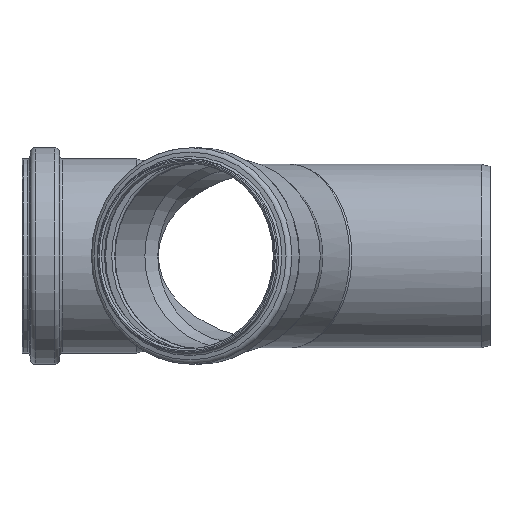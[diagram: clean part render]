
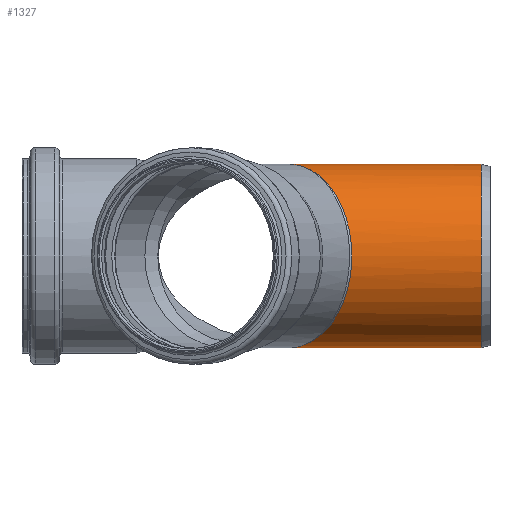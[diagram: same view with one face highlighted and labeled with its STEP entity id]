
A CAD part, left-side view. The second image highlights one B-rep face of the part: STEP entity #1327.
In plain terms, the highlighted cylindrical face has radius 37.55 mm (diameter 75.1 mm), a full revolution.
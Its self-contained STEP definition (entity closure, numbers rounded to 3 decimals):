
#102=FACE_BOUND('',#459,.T.);
#188=CIRCLE('',#1480,37.55);
#246=ELLIPSE('',#1418,45.536,37.55);
#251=ELLIPSE('',#1479,45.536,37.55);
#324=FACE_OUTER_BOUND('',#458,.T.);
#458=EDGE_LOOP('',(#1115,#1116));
#459=EDGE_LOOP('',(#1117));
#687=VERTEX_POINT('',#2637);
#688=VERTEX_POINT('',#2682);
#716=VERTEX_POINT('',#2833);
#836=EDGE_CURVE('',#687,#688,#246,.T.);
#868=EDGE_CURVE('',#688,#687,#251,.T.);
#869=EDGE_CURVE('',#716,#716,#188,.T.);
#1115=ORIENTED_EDGE('',*,*,#836,.F.);
#1116=ORIENTED_EDGE('',*,*,#868,.F.);
#1117=ORIENTED_EDGE('',*,*,#869,.T.);
#1260=CYLINDRICAL_SURFACE('',#1478,37.55);
#1327=ADVANCED_FACE('',(#324,#102),#1260,.T.);
#1418=AXIS2_PLACEMENT_3D('',#2736,#1672,#1673);
#1478=AXIS2_PLACEMENT_3D('',#2831,#1792,#1793);
#1479=AXIS2_PLACEMENT_3D('',#2832,#1794,#1795);
#1480=AXIS2_PLACEMENT_3D('',#2834,#1796,#1797);
#1672=DIRECTION('center_axis',(-0.566,0.825,0.));
#1673=DIRECTION('ref_axis',(-0.825,-0.566,0.));
#1792=DIRECTION('center_axis',(0.,1.,0.));
#1793=DIRECTION('ref_axis',(-1.,0.,0.));
#1794=DIRECTION('center_axis',(0.566,0.825,0.));
#1795=DIRECTION('ref_axis',(0.825,-0.566,0.));
#1796=DIRECTION('center_axis',(0.,1.,0.));
#1797=DIRECTION('ref_axis',(1.,0.,0.));
#2637=CARTESIAN_POINT('',(0.,82.3,-37.55));
#2682=CARTESIAN_POINT('',(0.,82.3,37.55));
#2736=CARTESIAN_POINT('Origin',(0.,82.3,0.));
#2831=CARTESIAN_POINT('Origin',(0.,136.471,0.));
#2832=CARTESIAN_POINT('Origin',(0.,82.3,0.));
#2833=CARTESIAN_POINT('',(-37.55,3.5,0.));
#2834=CARTESIAN_POINT('Origin',(0.,3.5,0.));
